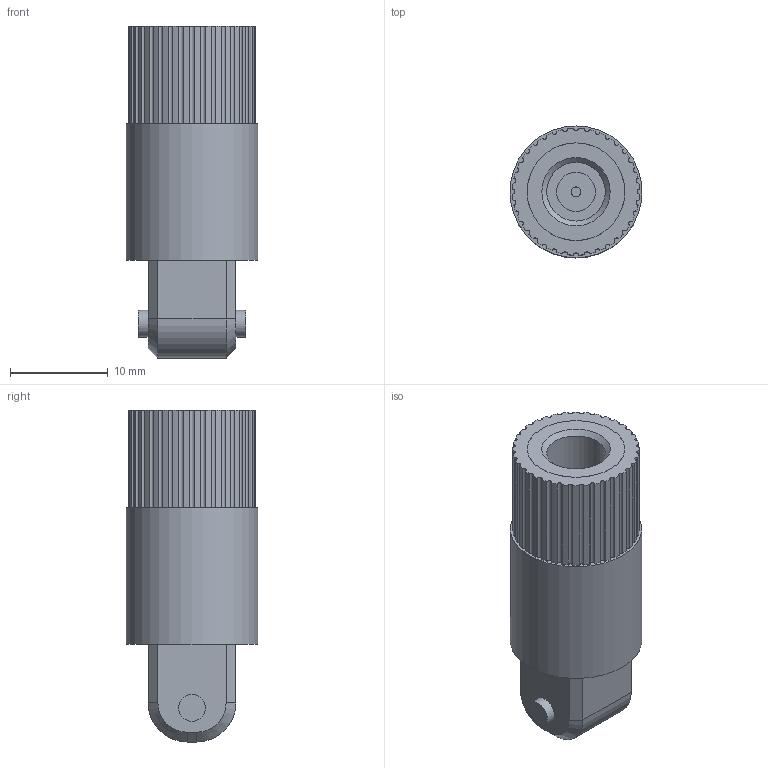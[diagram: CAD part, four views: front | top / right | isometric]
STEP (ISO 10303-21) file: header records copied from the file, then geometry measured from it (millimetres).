
FILE_DESCRIPTION((''),'2;1');
FILE_NAME('BT_Antenna1.stp','2012-08-22T20:16:33',('John'),(''),'Autodesk Inventor 2012','Autodesk Inventor 2012','');
FILE_SCHEMA(('AUTOMOTIVE_DESIGN { 1 0 10303 214 1 1 1 1 }'));
Length unit declared in the file: millimetre
Products named in the file (1): BT_Antenna1
Bounding box: 13.5 x 13.5 x 34 mm (x, y, z)
Volume: 3865.1 mm3; surface area: 2493.6 mm2
Topology: 1 solids, 1 shells, 108 faces, 283 edges, 186 vertices
Faces by surface type: cylinder 82, plane 21, cone 5
Full cylindrical faces by diameter (mm): 1 x1, 2.75 x2, 4 x1, 6 x1, 10 x1, 10.01 x1, 13.5 x1
Entity records: 3530 total; most frequent: DIRECTION 662, CARTESIAN_POINT 568, ORIENTED_EDGE 546, AXIS2_PLACEMENT_3D 279, EDGE_CURVE 273, VERTEX_POINT 185, CIRCLE 170, EDGE_LOOP 126
